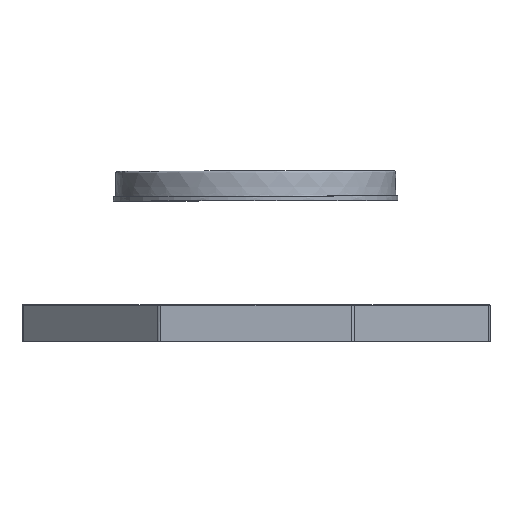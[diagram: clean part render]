
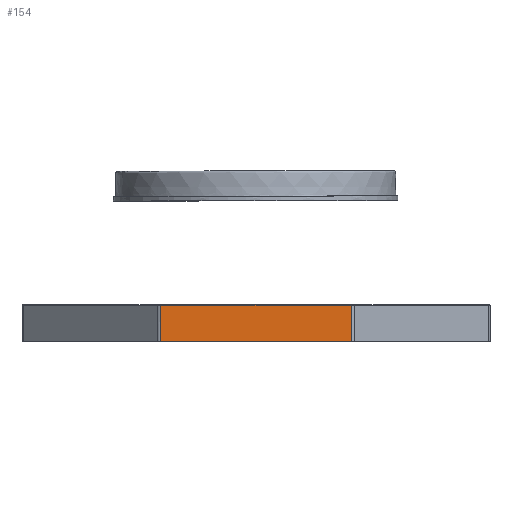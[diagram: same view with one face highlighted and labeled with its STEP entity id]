
A CAD part, front view. The second image highlights one B-rep face of the part: STEP entity #154.
In plain terms, the highlighted planar face has unit normal (0, -1, 0).
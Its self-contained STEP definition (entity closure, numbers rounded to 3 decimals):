
#63=PLANE('',#2143);
#154=ADVANCED_FACE('',(#288),#63,.T.);
#288=FACE_OUTER_BOUND('',#427,.T.);
#427=EDGE_LOOP('',(#729,#730,#731,#732));
#729=ORIENTED_EDGE('',*,*,#1286,.T.);
#730=ORIENTED_EDGE('',*,*,#1285,.T.);
#731=ORIENTED_EDGE('',*,*,#1249,.F.);
#732=ORIENTED_EDGE('',*,*,#1259,.T.);
#1249=EDGE_CURVE('',#1887,#1888,#1658,.T.);
#1259=EDGE_CURVE('',#1887,#1921,#1668,.T.);
#1285=EDGE_CURVE('',#1935,#1888,#1694,.T.);
#1286=EDGE_CURVE('',#1921,#1935,#1695,.T.);
#1658=B_SPLINE_CURVE_WITH_KNOTS('',1,(#4156,#4157),.UNSPECIFIED.,.F.,.F.,
(2,2),(-83.423,-0.828),.UNSPECIFIED.);
#1668=B_SPLINE_CURVE_WITH_KNOTS('',1,(#4200,#4201),.UNSPECIFIED.,.F.,.F.,
(2,2),(0.,15.8),.UNSPECIFIED.);
#1694=B_SPLINE_CURVE_WITH_KNOTS('',1,(#4252,#4253),.UNSPECIFIED.,.F.,.F.,
(2,2),(-15.8,0.),.UNSPECIFIED.);
#1695=B_SPLINE_CURVE_WITH_KNOTS('',1,(#4254,#4255),.UNSPECIFIED.,.F.,.F.,
(2,2),(0.,82.594),.UNSPECIFIED.);
#1887=VERTEX_POINT('',#3835);
#1888=VERTEX_POINT('',#3836);
#1921=VERTEX_POINT('',#3869);
#1935=VERTEX_POINT('',#3883);
#2143=AXIS2_PLACEMENT_3D('',#3420,#2200,$);
#2200=DIRECTION('',(0.,-1.,0.));
#3420=CARTESIAN_POINT('',(41.297,-101.7,0.));
#3835=CARTESIAN_POINT('',(41.297,-101.7,0.));
#3836=CARTESIAN_POINT('',(-41.297,-101.7,0.));
#3869=CARTESIAN_POINT('',(41.297,-101.7,15.8));
#3883=CARTESIAN_POINT('',(-41.297,-101.7,15.8));
#4156=CARTESIAN_POINT('',(41.297,-101.7,0.));
#4157=CARTESIAN_POINT('',(-41.297,-101.7,0.));
#4200=CARTESIAN_POINT('',(41.297,-101.7,0.));
#4201=CARTESIAN_POINT('',(41.297,-101.7,15.8));
#4252=CARTESIAN_POINT('',(-41.297,-101.7,15.8));
#4253=CARTESIAN_POINT('',(-41.297,-101.7,0.));
#4254=CARTESIAN_POINT('',(41.297,-101.7,15.8));
#4255=CARTESIAN_POINT('',(-41.297,-101.7,15.8));
